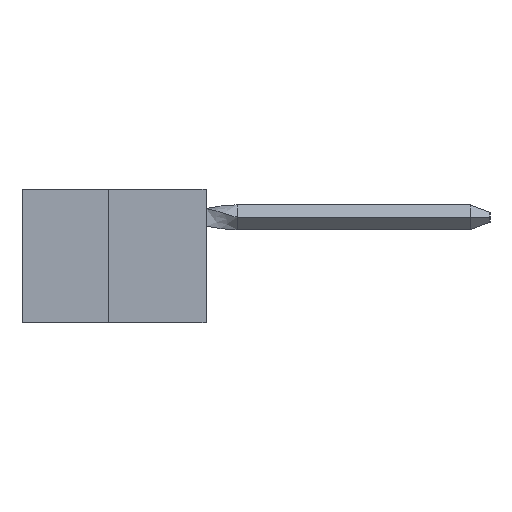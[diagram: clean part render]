
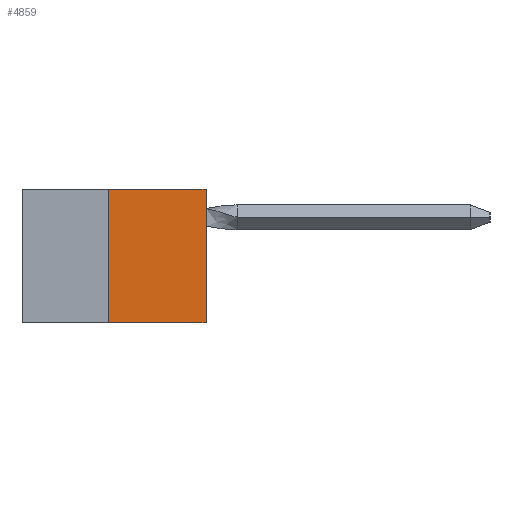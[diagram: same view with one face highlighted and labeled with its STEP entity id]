
A CAD part, left-side view. The second image highlights one B-rep face of the part: STEP entity #4859.
In plain terms, the highlighted planar face has unit normal (-1, 0, 0).
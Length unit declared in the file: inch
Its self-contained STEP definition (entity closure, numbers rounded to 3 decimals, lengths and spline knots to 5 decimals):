
#1369 = AXIS2_PLACEMENT_3D ( 'NONE', #28757, #35172, #3612 ) ;
#3414 = VERTEX_POINT ( 'NONE', #41399 ) ;
#3612 = DIRECTION ( 'NONE',  ( 0., 0., -1. ) ) ;
#3995 = VERTEX_POINT ( 'NONE', #22492 ) ;
#4404 = VECTOR ( 'NONE', #10627, 39.37008 ) ;
#4859 = ADVANCED_FACE ( 'NONE', ( #34128 ), #7594, .F. ) ;
#5943 = ORIENTED_EDGE ( 'NONE', *, *, #43539, .T. ) ;
#6886 = DIRECTION ( 'NONE',  ( 0., -1., 0. ) ) ;
#7280 = CARTESIAN_POINT ( 'NONE',  ( 0., 0., 0. ) ) ;
#7594 = PLANE ( 'NONE',  #1369 ) ;
#7822 = VERTEX_POINT ( 'NONE', #16332 ) ;
#8495 = EDGE_LOOP ( 'NONE', ( #17961, #15606, #12929, #5943 ) ) ;
#10627 = DIRECTION ( 'NONE',  ( 0., 0., 1. ) ) ;
#11149 = EDGE_CURVE ( 'NONE', #3995, #39011, #33138, .T. ) ;
#12929 = ORIENTED_EDGE ( 'NONE', *, *, #11149, .T. ) ;
#15606 = ORIENTED_EDGE ( 'NONE', *, *, #24580, .F. ) ;
#16332 = CARTESIAN_POINT ( 'NONE',  ( 0., 0.25, 0. ) ) ;
#16351 = CARTESIAN_POINT ( 'NONE',  ( 0., 0.473, 0. ) ) ;
#17222 = LINE ( 'NONE', #37561, #29794 ) ;
#17961 = ORIENTED_EDGE ( 'NONE', *, *, #34713, .F. ) ;
#22492 = CARTESIAN_POINT ( 'NONE',  ( 0., 0.25, -0.343 ) ) ;
#24580 = EDGE_CURVE ( 'NONE', #3995, #7822, #17222, .T. ) ;
#25971 = LINE ( 'NONE', #16351, #32560 ) ;
#26481 = CARTESIAN_POINT ( 'NONE',  ( 0., 0., -0.343 ) ) ;
#28757 = CARTESIAN_POINT ( 'NONE',  ( 0., 0.473, 0. ) ) ;
#29794 = VECTOR ( 'NONE', #41251, 39.37008 ) ;
#29852 = VECTOR ( 'NONE', #6886, 39.37008 ) ;
#30169 = LINE ( 'NONE', #7280, #4404 ) ;
#32560 = VECTOR ( 'NONE', #34130, 39.37008 ) ;
#33138 = LINE ( 'NONE', #38419, #29852 ) ;
#34128 = FACE_OUTER_BOUND ( 'NONE', #8495, .T. ) ;
#34130 = DIRECTION ( 'NONE',  ( 0., -1., 0. ) ) ;
#34713 = EDGE_CURVE ( 'NONE', #7822, #3414, #25971, .T. ) ;
#35172 = DIRECTION ( 'NONE',  ( 1., 0., 0. ) ) ;
#37561 = CARTESIAN_POINT ( 'NONE',  ( 0., 0.25, 0. ) ) ;
#38419 = CARTESIAN_POINT ( 'NONE',  ( 0., 0.473, -0.343 ) ) ;
#39011 = VERTEX_POINT ( 'NONE', #26481 ) ;
#41251 = DIRECTION ( 'NONE',  ( 0., 0., 1. ) ) ;
#41399 = CARTESIAN_POINT ( 'NONE',  ( 0., 0., 0. ) ) ;
#43539 = EDGE_CURVE ( 'NONE', #39011, #3414, #30169, .T. ) ;
